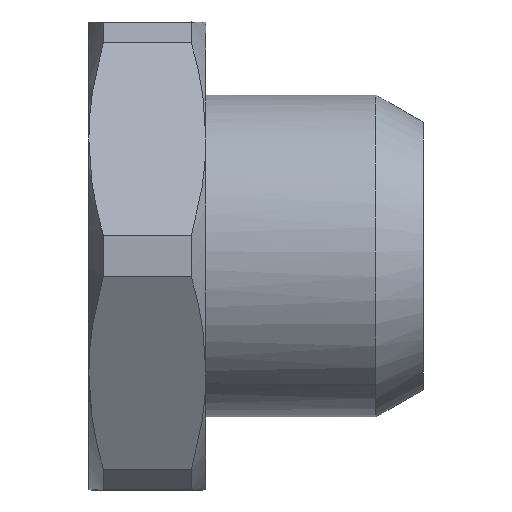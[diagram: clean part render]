
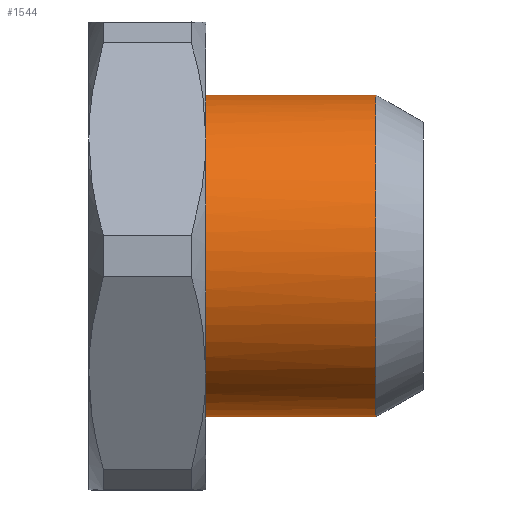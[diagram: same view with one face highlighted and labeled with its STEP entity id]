
A CAD part, left-side view. The second image highlights one B-rep face of the part: STEP entity #1544.
In plain terms, the highlighted free-form (B-spline) face has degree [1, 3] with [2, 4] control points.
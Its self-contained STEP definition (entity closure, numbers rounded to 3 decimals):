
#137 = CARTESIAN_POINT ( 'NONE',  ( 0., 1.412, 4.815 ) ) ;
#146 = CARTESIAN_POINT ( 'NONE',  ( -9.63, 1.412, 4.815 ) ) ;
#183 = CARTESIAN_POINT ( 'NONE',  ( -9.63, 6.5, 4.815 ) ) ;
#251 = CARTESIAN_POINT ( 'NONE',  ( -4.815, 6.5, 0.632 ) ) ;
#254 =( BOUNDED_SURFACE ( )  B_SPLINE_SURFACE ( 1, 3, ( 
 ( #1262, #183, #1390, #1278 ),
 ( #1415, #905, #1037, #298 ) ),
 .UNSPECIFIED., .F., .F., .T. ) 
 B_SPLINE_SURFACE_WITH_KNOTS ( ( 2, 2 ),
 ( 4, 4 ),
 ( 0., 1. ),
 ( 0., 1. ),
 .UNSPECIFIED. ) 
 GEOMETRIC_REPRESENTATION_ITEM ( )  RATIONAL_B_SPLINE_SURFACE ( (
 ( 1., 0.333, 0.333, 1.),
 ( 1., 0.333, 0.333, 1.) ) ) 
 REPRESENTATION_ITEM ( '' )  SURFACE ( )  );
#271 = FACE_OUTER_BOUND ( 'NONE', #811, .T. ) ;
#275 = CARTESIAN_POINT ( 'NONE',  ( 0., 1.412, -4.815 ) ) ;
#298 = CARTESIAN_POINT ( 'NONE',  ( 0., 1.412, -4.815 ) ) ;
#343 = VERTEX_POINT ( 'NONE', #1550 ) ;
#357 = CARTESIAN_POINT ( 'NONE',  ( -2.427, 6.5, 4.207 ) ) ;
#367 = CARTESIAN_POINT ( 'NONE',  ( -0.632, 6.5, -4.815 ) ) ;
#370 = CARTESIAN_POINT ( 'NONE',  ( 0., 1.412, 4.815 ) ) ;
#386 = CARTESIAN_POINT ( 'NONE',  ( 0., 1.412, -4.815 ) ) ;
#389 = EDGE_CURVE ( 'NONE', #1064, #1520, #1032, .T. ) ;
#404 = VERTEX_POINT ( 'NONE', #966 ) ;
#437 = EDGE_CURVE ( 'NONE', #343, #1520, #1273, .T. ) ;
#486 = CARTESIAN_POINT ( 'NONE',  ( -4.207, 6.5, -2.427 ) ) ;
#490 = CARTESIAN_POINT ( 'NONE',  ( 0., 6.5, 4.815 ) ) ;
#501 = CARTESIAN_POINT ( 'NONE',  ( -3.852, 6.5, 2.958 ) ) ;
#502 = EDGE_CURVE ( 'NONE', #343, #404, #1039, .T. ) ;
#510 = CARTESIAN_POINT ( 'NONE',  ( -9.63, 1.412, -4.815 ) ) ;
#605 = CARTESIAN_POINT ( 'NONE',  ( -1.258, 6.5, 4.69 ) ) ;
#620 = CARTESIAN_POINT ( 'NONE',  ( -4.69, 6.5, -1.258 ) ) ;
#628 = CARTESIAN_POINT ( 'NONE',  ( 0., 1.412, 4.815 ) ) ;
#724 = CARTESIAN_POINT ( 'NONE',  ( -0.632, 6.5, 4.815 ) ) ;
#739 = CARTESIAN_POINT ( 'NONE',  ( -1.258, 6.5, -4.69 ) ) ;
#740 = ORIENTED_EDGE ( 'NONE', *, *, #437, .F. ) ;
#811 = EDGE_LOOP ( 'NONE', ( #740, #1434, #1047, #1005 ) ) ;
#861 = CARTESIAN_POINT ( 'NONE',  ( 0., 6.5, -4.815 ) ) ;
#887 = CARTESIAN_POINT ( 'NONE',  ( 0., 6.5, -4.815 ) ) ;
#905 = CARTESIAN_POINT ( 'NONE',  ( -9.63, 1.412, 4.815 ) ) ;
#963 = CARTESIAN_POINT ( 'NONE',  ( -3.852, 6.5, -2.958 ) ) ;
#966 = CARTESIAN_POINT ( 'NONE',  ( 0., 1.412, -4.815 ) ) ;
#973 = CARTESIAN_POINT ( 'NONE',  ( -2.427, 6.5, -4.207 ) ) ;
#980 = CARTESIAN_POINT ( 'NONE',  ( -4.815, 6.5, -0.632 ) ) ;
#1005 = ORIENTED_EDGE ( 'NONE', *, *, #389, .T. ) ;
#1032 = B_SPLINE_CURVE_WITH_KNOTS ( 'NONE', 1,
 ( #370, #490 ),
 .UNSPECIFIED., .F., .F.,
 ( 2, 2 ),
 ( -1., 0. ),
 .UNSPECIFIED. ) ;
#1037 = CARTESIAN_POINT ( 'NONE',  ( -9.63, 1.412, -4.815 ) ) ;
#1039 = B_SPLINE_CURVE_WITH_KNOTS ( 'NONE', 1,
 ( #887, #275 ),
 .UNSPECIFIED., .F., .F.,
 ( 2, 2 ),
 ( -1., 0. ),
 .UNSPECIFIED. ) ;
#1047 = ORIENTED_EDGE ( 'NONE', *, *, #1078, .T. ) ;
#1064 = VERTEX_POINT ( 'NONE', #137 ) ;
#1078 = EDGE_CURVE ( 'NONE', #404, #1064, #1421, .T. ) ;
#1087 = CARTESIAN_POINT ( 'NONE',  ( -2.958, 6.5, 3.852 ) ) ;
#1105 = CARTESIAN_POINT ( 'NONE',  ( -4.69, 6.5, 1.258 ) ) ;
#1218 = CARTESIAN_POINT ( 'NONE',  ( -4.207, 6.5, 2.427 ) ) ;
#1262 = CARTESIAN_POINT ( 'NONE',  ( 0., 6.5, 4.815 ) ) ;
#1273 = B_SPLINE_CURVE_WITH_KNOTS ( 'NONE', 3,
 ( #861, #367, #739, #973, #1337, #963, #486, #620, #980, #251, #1105, #1218, #501, #1087, #357, #605, #724, #1574 ),
 .UNSPECIFIED., .F., .F.,
 ( 4, 2, 2, 2, 2, 2, 2, 2, 4 ),
 ( 0., 0.393, 0.785, 1.178, 1.571, 1.963, 2.356, 2.749, 3.142 ),
 .UNSPECIFIED. ) ;
#1278 = CARTESIAN_POINT ( 'NONE',  ( 0., 6.5, -4.815 ) ) ;
#1337 = CARTESIAN_POINT ( 'NONE',  ( -2.958, 6.5, -3.852 ) ) ;
#1390 = CARTESIAN_POINT ( 'NONE',  ( -9.63, 6.5, -4.815 ) ) ;
#1415 = CARTESIAN_POINT ( 'NONE',  ( 0., 1.412, 4.815 ) ) ;
#1421 =( BOUNDED_CURVE ( )  B_SPLINE_CURVE ( 3, ( #386, #510, #146, #628 ),
 .UNSPECIFIED., .F., .F. ) 
 B_SPLINE_CURVE_WITH_KNOTS ( ( 4, 4 ),
 ( -3.142, 0. ),
 .UNSPECIFIED. ) 
 CURVE ( )  GEOMETRIC_REPRESENTATION_ITEM ( )  RATIONAL_B_SPLINE_CURVE ( ( 1., 0.333, 0.333, 1. ) ) 
 REPRESENTATION_ITEM ( '' )  );
#1434 = ORIENTED_EDGE ( 'NONE', *, *, #502, .T. ) ;
#1520 = VERTEX_POINT ( 'NONE', #1549 ) ;
#1544 = ADVANCED_FACE ( 'NONE', ( #271 ), #254, .F. ) ;
#1549 = CARTESIAN_POINT ( 'NONE',  ( 0., 6.5, 4.815 ) ) ;
#1550 = CARTESIAN_POINT ( 'NONE',  ( 0., 6.5, -4.815 ) ) ;
#1574 = CARTESIAN_POINT ( 'NONE',  ( 0., 6.5, 4.815 ) ) ;
